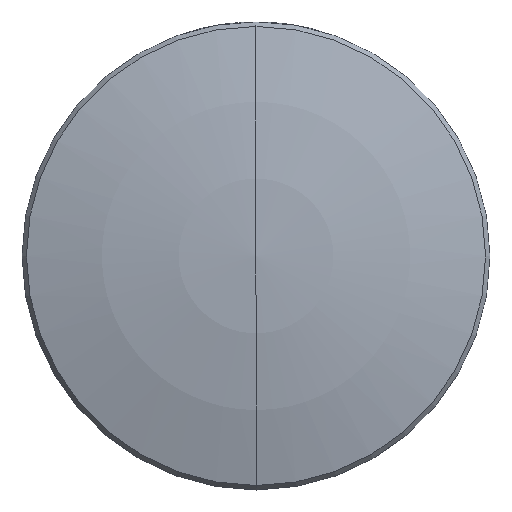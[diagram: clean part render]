
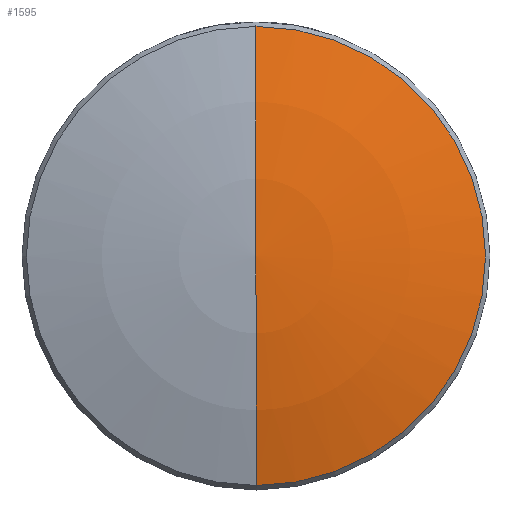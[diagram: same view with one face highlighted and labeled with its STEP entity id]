
A CAD part, top view. The second image highlights one B-rep face of the part: STEP entity #1595.
In plain terms, the highlighted toroidal (fillet/blend) face has major radius 0.028 mm and minor radius 46 mm.
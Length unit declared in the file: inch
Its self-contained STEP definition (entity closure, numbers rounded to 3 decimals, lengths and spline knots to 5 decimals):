
#1 = TOROIDAL_SURFACE ( 'NONE', #1078, 0.00108, 1.81102 ) ;
#75 = FACE_OUTER_BOUND ( 'NONE', #753, .T. ) ;
#141 = CARTESIAN_POINT ( 'NONE',  ( 0., 0.00108, -1.6622 ) ) ;
#176 = AXIS2_PLACEMENT_3D ( 'NONE', #1769, #200, #982 ) ;
#200 = DIRECTION ( 'NONE',  ( 0., 0., 1. ) ) ;
#248 = CARTESIAN_POINT ( 'NONE',  ( 0., -0.49056, 0.08142 ) ) ;
#357 = DIRECTION ( 'NONE',  ( -1., 0., 0. ) ) ;
#419 = EDGE_CURVE ( 'NONE', #2105, #1179, #2434, .T. ) ;
#598 = VERTEX_POINT ( 'NONE', #248 ) ;
#600 = ORIENTED_EDGE ( 'NONE', *, *, #1186, .T. ) ;
#753 = EDGE_LOOP ( 'NONE', ( #1630, #600, #1035 ) ) ;
#771 = CIRCLE ( 'NONE', #176, 0.49056 ) ;
#835 = CARTESIAN_POINT ( 'NONE',  ( 0., 0., 0.14882 ) ) ;
#929 = CARTESIAN_POINT ( 'NONE',  ( 0., -0.00108, -1.6622 ) ) ;
#948 = AXIS2_PLACEMENT_3D ( 'NONE', #141, #357, #1734 ) ;
#982 = DIRECTION ( 'NONE',  ( 0., 1., 0. ) ) ;
#1035 = ORIENTED_EDGE ( 'NONE', *, *, #1604, .T. ) ;
#1078 = AXIS2_PLACEMENT_3D ( 'NONE', #1760, #1939, #1576 ) ;
#1179 = VERTEX_POINT ( 'NONE', #1880 ) ;
#1186 = EDGE_CURVE ( 'NONE', #2105, #598, #1398, .T. ) ;
#1398 = CIRCLE ( 'NONE', #1638, 1.81102 ) ;
#1576 = DIRECTION ( 'NONE',  ( 0., 1., 0. ) ) ;
#1595 = ADVANCED_FACE ( 'NONE', ( #75 ), #1, .T. ) ;
#1604 = EDGE_CURVE ( 'NONE', #598, #1179, #771, .T. ) ;
#1630 = ORIENTED_EDGE ( 'NONE', *, *, #419, .F. ) ;
#1638 = AXIS2_PLACEMENT_3D ( 'NONE', #929, #2278, #2087 ) ;
#1734 = DIRECTION ( 'NONE',  ( 0., 0., 1. ) ) ;
#1760 = CARTESIAN_POINT ( 'NONE',  ( 0., 0., -1.6622 ) ) ;
#1769 = CARTESIAN_POINT ( 'NONE',  ( 0., 0., 0.08142 ) ) ;
#1880 = CARTESIAN_POINT ( 'NONE',  ( 0., 0.49056, 0.08142 ) ) ;
#1939 = DIRECTION ( 'NONE',  ( 0., 0., -1. ) ) ;
#2087 = DIRECTION ( 'NONE',  ( 0., 1., 0. ) ) ;
#2105 = VERTEX_POINT ( 'NONE', #835 ) ;
#2278 = DIRECTION ( 'NONE',  ( 1., 0., 0. ) ) ;
#2434 = CIRCLE ( 'NONE', #948, 1.81102 ) ;
